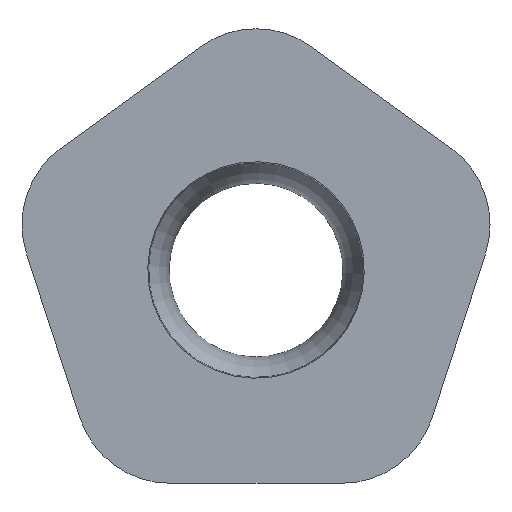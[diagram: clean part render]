
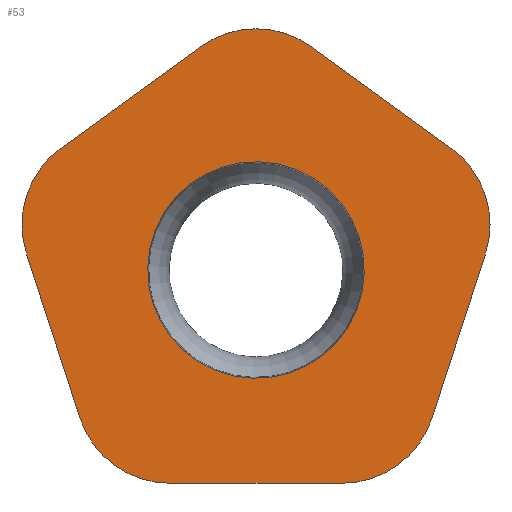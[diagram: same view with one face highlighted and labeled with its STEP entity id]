
A CAD part, top view. The second image highlights one B-rep face of the part: STEP entity #53.
In plain terms, the highlighted planar face has unit normal (0, 0, 1).
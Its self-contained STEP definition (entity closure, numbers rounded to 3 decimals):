
#53=ADVANCED_FACE('',(#115,#116),#68,.T.);
#68=PLANE('',#321);
#75=LINE('',#510,#95);
#76=LINE('',#515,#96);
#77=LINE('',#519,#97);
#78=LINE('',#523,#98);
#79=LINE('',#527,#99);
#95=VECTOR('',#352,1.);
#96=VECTOR('',#355,1.);
#97=VECTOR('',#358,1.);
#98=VECTOR('',#361,1.);
#99=VECTOR('',#364,1.);
#115=FACE_BOUND('',#125,.T.);
#116=FACE_BOUND('',#126,.T.);
#125=EDGE_LOOP('',(#145));
#126=EDGE_LOOP('',(#146,#147,#148,#149,#150,#151,#152,#153,#154,#155));
#145=ORIENTED_EDGE('',*,*,#237,.F.);
#146=ORIENTED_EDGE('',*,*,#238,.T.);
#147=ORIENTED_EDGE('',*,*,#239,.T.);
#148=ORIENTED_EDGE('',*,*,#240,.T.);
#149=ORIENTED_EDGE('',*,*,#241,.T.);
#150=ORIENTED_EDGE('',*,*,#242,.T.);
#151=ORIENTED_EDGE('',*,*,#243,.T.);
#152=ORIENTED_EDGE('',*,*,#244,.T.);
#153=ORIENTED_EDGE('',*,*,#245,.T.);
#154=ORIENTED_EDGE('',*,*,#246,.T.);
#155=ORIENTED_EDGE('',*,*,#247,.T.);
#213=VERTEX_POINT('',#509);
#214=VERTEX_POINT('',#511);
#215=VERTEX_POINT('',#512);
#216=VERTEX_POINT('',#514);
#217=VERTEX_POINT('',#516);
#218=VERTEX_POINT('',#518);
#219=VERTEX_POINT('',#520);
#220=VERTEX_POINT('',#522);
#221=VERTEX_POINT('',#524);
#222=VERTEX_POINT('',#526);
#223=VERTEX_POINT('',#528);
#237=EDGE_CURVE('',#213,#213,#271,.T.);
#238=EDGE_CURVE('',#214,#215,#75,.T.);
#239=EDGE_CURVE('',#215,#216,#272,.T.);
#240=EDGE_CURVE('',#216,#217,#76,.T.);
#241=EDGE_CURVE('',#217,#218,#273,.T.);
#242=EDGE_CURVE('',#218,#219,#77,.T.);
#243=EDGE_CURVE('',#219,#220,#274,.T.);
#244=EDGE_CURVE('',#220,#221,#78,.T.);
#245=EDGE_CURVE('',#221,#222,#275,.T.);
#246=EDGE_CURVE('',#222,#223,#79,.T.);
#247=EDGE_CURVE('',#223,#214,#276,.T.);
#271=CIRCLE('',#315,3.428);
#272=CIRCLE('',#316,3.);
#273=CIRCLE('',#317,3.);
#274=CIRCLE('',#318,3.);
#275=CIRCLE('',#319,3.);
#276=CIRCLE('',#320,3.);
#315=AXIS2_PLACEMENT_3D('',#508,#350,#351);
#316=AXIS2_PLACEMENT_3D('',#513,#353,#354);
#317=AXIS2_PLACEMENT_3D('',#517,#356,#357);
#318=AXIS2_PLACEMENT_3D('',#521,#359,#360);
#319=AXIS2_PLACEMENT_3D('',#525,#362,#363);
#320=AXIS2_PLACEMENT_3D('',#529,#365,#366);
#321=AXIS2_PLACEMENT_3D('',#530,#367,#368);
#350=DIRECTION('',(0.,0.,1.));
#351=DIRECTION('',(0.951,0.309,0.));
#352=DIRECTION('',(-0.809,-0.588,0.));
#353=DIRECTION('',(0.,0.,1.));
#354=DIRECTION('',(-0.951,-0.309,0.));
#355=DIRECTION('',(0.309,-0.951,0.));
#356=DIRECTION('',(0.,0.,1.));
#357=DIRECTION('',(0.,-1.,0.));
#358=DIRECTION('',(1.,0.,0.));
#359=DIRECTION('',(0.,0.,1.));
#360=DIRECTION('',(0.951,-0.309,0.));
#361=DIRECTION('',(0.309,0.951,0.));
#362=DIRECTION('',(0.,0.,1.));
#363=DIRECTION('',(0.588,0.809,0.));
#364=DIRECTION('',(-0.809,0.588,0.));
#365=DIRECTION('',(0.,0.,1.));
#366=DIRECTION('',(-0.588,0.809,0.));
#367=DIRECTION('',(0.,0.,1.));
#368=DIRECTION('',(0.951,0.309,0.));
#508=CARTESIAN_POINT('',(0.,0.,0.));
#509=CARTESIAN_POINT('',(3.26,1.059,0.));
#510=CARTESIAN_POINT('',(5.032,11.999,0.));
#511=CARTESIAN_POINT('',(-1.763,7.062,0.));
#512=CARTESIAN_POINT('',(-6.172,3.859,0.));
#513=CARTESIAN_POINT('',(-4.408,1.432,0.));
#514=CARTESIAN_POINT('',(-7.262,0.505,0.));
#515=CARTESIAN_POINT('',(-2.982,-12.665,0.));
#516=CARTESIAN_POINT('',(-5.578,-4.677,0.));
#517=CARTESIAN_POINT('',(-2.725,-3.75,0.));
#518=CARTESIAN_POINT('',(-2.725,-6.75,0.));
#519=CARTESIAN_POINT('',(-11.124,-6.75,0.));
#520=CARTESIAN_POINT('',(2.725,-6.75,0.));
#521=CARTESIAN_POINT('',(2.725,-3.75,0.));
#522=CARTESIAN_POINT('',(5.578,-4.677,0.));
#523=CARTESIAN_POINT('',(2.982,-12.665,0.));
#524=CARTESIAN_POINT('',(7.262,0.505,0.));
#525=CARTESIAN_POINT('',(4.408,1.432,0.));
#526=CARTESIAN_POINT('',(6.172,3.859,0.));
#527=CARTESIAN_POINT('',(12.967,-1.078,0.));
#528=CARTESIAN_POINT('',(1.763,7.062,0.));
#529=CARTESIAN_POINT('',(0.,4.635,0.));
#530=CARTESIAN_POINT('',(0.,0.,0.));
